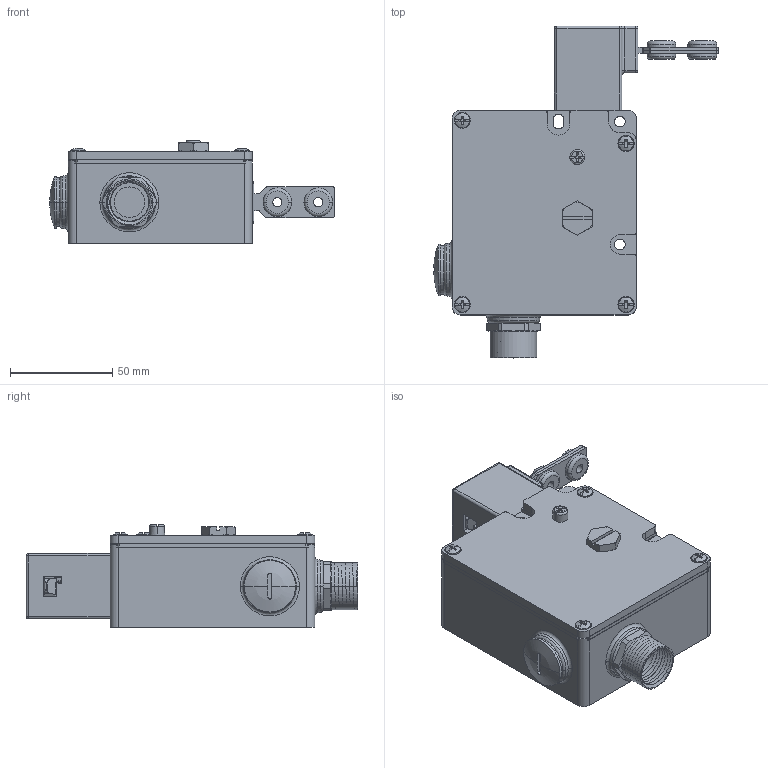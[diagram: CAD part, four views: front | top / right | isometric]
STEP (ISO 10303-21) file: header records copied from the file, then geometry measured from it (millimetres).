
FILE_DESCRIPTION((''),'2;1');
FILE_NAME('192746_ASM','2016-02-01T',('pdmadmin'),(''),'PRO/ENGINEER BY PARAMETRIC TECHNOLOGY CORPORATION, 2013230','PRO/ENGINEER BY PARAMETRIC TECHNOLOGY CORPORATION, 2013230','');
FILE_SCHEMA(('CONFIG_CONTROL_DESIGN'));
Products named in the file (15): SI-QM100_INTERLOCK_BODY; SI-QM100_GASKET; SI-QM100_INTERLOCK_COVER; SI-QM100_INTERLOCK_BODY_SCREW; SI-QM100_INTERLOCK_BODY_PLUG; SI-QM100_INTERLOCK_GROUND_SCREW; SI-QM100_SPRING_SCREW; SI-QM100_INTERLOCK_RELEASE_NUT; SI-QM100_INTERLOCK_BODY_ASM; SI-LM40_INTERLOCK_HEAD; SI-LM40_INTERLOCK_HEAD_SCREW; 48555---SI-QM-SSA; 65147; SI-QM100_INTERLOCK_MASTER_ASM; 192746_ASM
Assembly tree (21 placements, depth 4):
  192746_ASM
    SI-QM100_INTERLOCK_MASTER_ASM
      SI-QM100_INTERLOCK_BODY_ASM
        SI-QM100_INTERLOCK_BODY
        SI-QM100_GASKET
        SI-QM100_INTERLOCK_COVER
        SI-QM100_INTERLOCK_BODY_SCREW  x4
        SI-QM100_INTERLOCK_BODY_PLUG
        SI-QM100_INTERLOCK_GROUND_SCREW  x2
        SI-QM100_SPRING_SCREW
        SI-QM100_INTERLOCK_RELEASE_NUT
      SI-LM40_INTERLOCK_HEAD
      SI-LM40_INTERLOCK_HEAD_SCREW  x4
      48555---SI-QM-SSA
      65147
Bounding box: 138.97 x 162.12 x 50 mm (x, y, z)
Volume: 170003 mm3; surface area: 116974 mm2
Topology: 19 solids, 31 shells, 942 faces, 2333 edges, 1469 vertices
Faces by surface type: cylinder 389, plane 368, torus 58, sphere 48, cone 47, bspline 32
Entity records: 29781 total; most frequent: CARTESIAN_POINT 10215, DIRECTION 4242, ORIENTED_EDGE 3886, EDGE_CURVE 1967, AXIS2_PLACEMENT_3D 1627, VERTEX_POINT 1241, VECTOR 988, LINE 988
